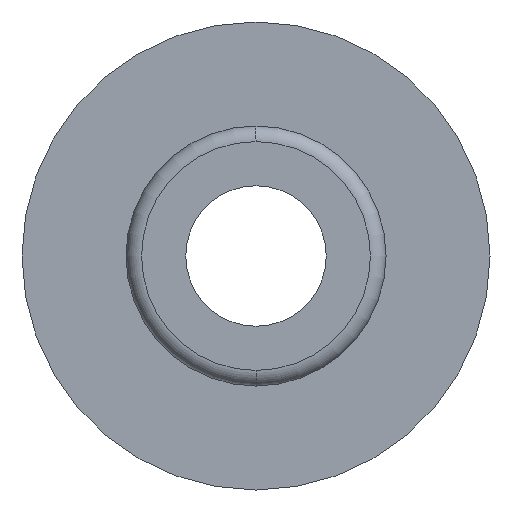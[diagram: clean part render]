
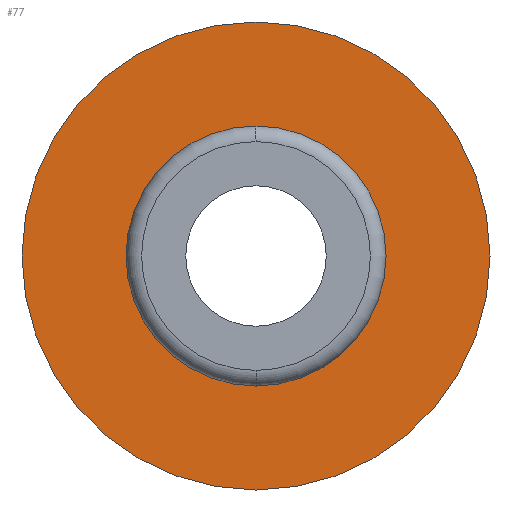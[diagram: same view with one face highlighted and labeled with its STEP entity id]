
A CAD part, front view. The second image highlights one B-rep face of the part: STEP entity #77.
In plain terms, the highlighted planar face has unit normal (0, -1, 0).
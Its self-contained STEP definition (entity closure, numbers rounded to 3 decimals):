
#77=ADVANCED_FACE('',(#175,#176),#177,.T.);
#175=FACE_OUTER_BOUND('',#294,.T.);
#176=FACE_BOUND('',#295,.T.);
#177=PLANE('',#296);
#294=EDGE_LOOP('',(#453,#454));
#295=EDGE_LOOP('',(#455,#456));
#296=AXIS2_PLACEMENT_3D('',#457,#458,#459);
#453=ORIENTED_EDGE('',*,*,#709,.T.);
#454=ORIENTED_EDGE('',*,*,#710,.T.);
#455=ORIENTED_EDGE('',*,*,#711,.F.);
#456=ORIENTED_EDGE('',*,*,#670,.F.);
#457=CARTESIAN_POINT('',(0.0,10.0,0.0));
#458=DIRECTION('',(0.0,-1.0,0.0));
#459=DIRECTION('',(-1.0,0.0,0.0));
#670=EDGE_CURVE('',#782,#784,#785,.T.);
#709=EDGE_CURVE('',#848,#849,#850,.T.);
#710=EDGE_CURVE('',#849,#848,#851,.T.);
#711=EDGE_CURVE('',#784,#782,#852,.T.);
#782=VERTEX_POINT('',#937);
#784=VERTEX_POINT('',#940);
#785=CIRCLE('',#941,2.5);
#848=VERTEX_POINT('',#1011);
#849=VERTEX_POINT('',#1012);
#850=CIRCLE('',#1013,4.5);
#851=CIRCLE('',#1014,4.5);
#852=CIRCLE('',#1015,2.5);
#937=CARTESIAN_POINT('',(2.5,10.0,0.));
#940=CARTESIAN_POINT('',(-2.5,10.0,0.));
#941=AXIS2_PLACEMENT_3D('',#1112,#1113,#1114);
#1011=CARTESIAN_POINT('',(4.5,10.0,0.0));
#1012=CARTESIAN_POINT('',(-4.5,10.0,0.));
#1013=AXIS2_PLACEMENT_3D('',#1191,#1192,#1193);
#1014=AXIS2_PLACEMENT_3D('',#1194,#1195,#1196);
#1015=AXIS2_PLACEMENT_3D('',#1197,#1198,#1199);
#1112=CARTESIAN_POINT('',(0.0,10.0,0.0));
#1113=DIRECTION('',(0.0,-1.0,0.0));
#1114=DIRECTION('',(1.0,0.0,0.0));
#1191=CARTESIAN_POINT('',(0.0,10.0,0.0));
#1192=DIRECTION('',(0.0,-1.0,0.0));
#1193=DIRECTION('',(1.0,0.0,0.0));
#1194=CARTESIAN_POINT('',(0.0,10.0,0.0));
#1195=DIRECTION('',(0.0,-1.0,0.0));
#1196=DIRECTION('',(1.0,0.0,0.0));
#1197=CARTESIAN_POINT('',(0.0,10.0,0.0));
#1198=DIRECTION('',(0.0,-1.0,0.0));
#1199=DIRECTION('',(1.0,0.0,0.0));
